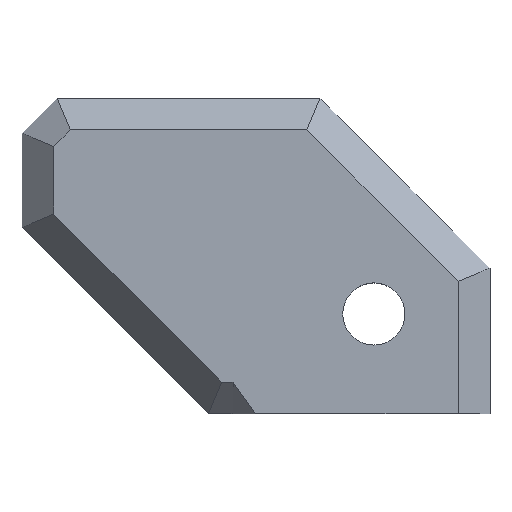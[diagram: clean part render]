
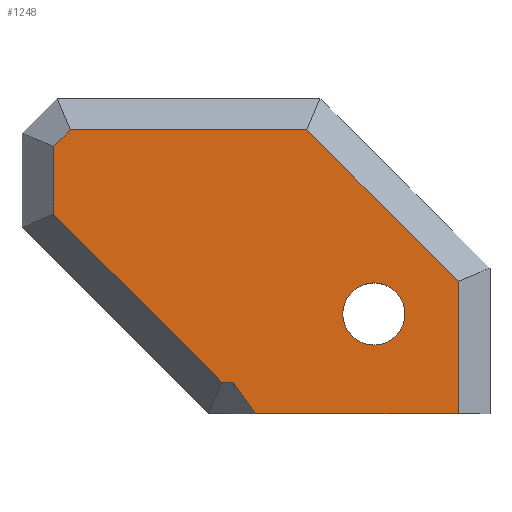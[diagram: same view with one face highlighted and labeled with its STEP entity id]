
A CAD part, top view. The second image highlights one B-rep face of the part: STEP entity #1248.
In plain terms, the highlighted planar face has unit normal (0, 0, 1).
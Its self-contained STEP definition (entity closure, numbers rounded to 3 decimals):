
#19=FACE_BOUND('',#174,.T.);
#35=CIRCLE('',#1358,2.65);
#96=FACE_OUTER_BOUND('',#173,.T.);
#173=EDGE_LOOP('',(#993,#994,#995,#996,#997,#998,#999,#1000,#1001,#1002));
#174=EDGE_LOOP('',(#1003));
#276=LINE('',#1911,#430);
#279=LINE('',#1916,#433);
#280=LINE('',#1919,#434);
#292=LINE('',#1942,#446);
#294=LINE('',#1946,#448);
#297=LINE('',#1952,#451);
#302=LINE('',#1961,#456);
#305=LINE('',#1967,#459);
#306=LINE('',#1970,#460);
#310=LINE('',#1976,#464);
#430=VECTOR('',#1563,10.);
#433=VECTOR('',#1568,10.);
#434=VECTOR('',#1571,10.);
#446=VECTOR('',#1585,10.);
#448=VECTOR('',#1589,10.);
#451=VECTOR('',#1594,10.);
#456=VECTOR('',#1601,10.);
#459=VECTOR('',#1606,10.);
#460=VECTOR('',#1609,10.);
#464=VECTOR('',#1615,10.);
#573=VERTEX_POINT('',#1908);
#574=VERTEX_POINT('',#1910);
#575=VERTEX_POINT('',#1914);
#576=VERTEX_POINT('',#1918);
#586=VERTEX_POINT('',#1940);
#587=VERTEX_POINT('',#1945);
#589=VERTEX_POINT('',#1951);
#592=VERTEX_POINT('',#1959);
#594=VERTEX_POINT('',#1965);
#595=VERTEX_POINT('',#1969);
#598=VERTEX_POINT('',#1982);
#706=EDGE_CURVE('',#573,#574,#276,.T.);
#709=EDGE_CURVE('',#573,#575,#279,.T.);
#710=EDGE_CURVE('',#576,#574,#280,.T.);
#722=EDGE_CURVE('',#575,#586,#292,.T.);
#724=EDGE_CURVE('',#576,#587,#294,.T.);
#727=EDGE_CURVE('',#589,#586,#297,.T.);
#732=EDGE_CURVE('',#592,#589,#302,.T.);
#735=EDGE_CURVE('',#594,#592,#305,.T.);
#736=EDGE_CURVE('',#587,#595,#306,.T.);
#740=EDGE_CURVE('',#595,#594,#310,.T.);
#743=EDGE_CURVE('',#598,#598,#35,.T.);
#993=ORIENTED_EDGE('',*,*,#709,.T.);
#994=ORIENTED_EDGE('',*,*,#722,.T.);
#995=ORIENTED_EDGE('',*,*,#727,.F.);
#996=ORIENTED_EDGE('',*,*,#732,.F.);
#997=ORIENTED_EDGE('',*,*,#735,.F.);
#998=ORIENTED_EDGE('',*,*,#740,.F.);
#999=ORIENTED_EDGE('',*,*,#736,.F.);
#1000=ORIENTED_EDGE('',*,*,#724,.F.);
#1001=ORIENTED_EDGE('',*,*,#710,.T.);
#1002=ORIENTED_EDGE('',*,*,#706,.F.);
#1003=ORIENTED_EDGE('',*,*,#743,.T.);
#1173=PLANE('',#1357);
#1248=ADVANCED_FACE('',(#96,#19),#1173,.T.);
#1357=AXIS2_PLACEMENT_3D('',#1981,#1620,#1621);
#1358=AXIS2_PLACEMENT_3D('',#1983,#1622,#1623);
#1563=DIRECTION('',(-0.577,0.816,0.));
#1568=DIRECTION('',(0.,-1.,0.));
#1571=DIRECTION('',(1.,0.,0.));
#1585=DIRECTION('',(1.,0.,0.));
#1589=DIRECTION('',(-0.707,0.707,0.));
#1594=DIRECTION('',(0.,-1.,0.));
#1601=DIRECTION('',(0.707,-0.707,0.));
#1606=DIRECTION('',(1.,0.,0.));
#1609=DIRECTION('',(0.,1.,0.));
#1615=DIRECTION('',(0.707,0.707,0.));
#1620=DIRECTION('center_axis',(0.,0.,1.));
#1621=DIRECTION('ref_axis',(1.,0.,0.));
#1622=DIRECTION('center_axis',(0.,0.,-1.));
#1623=DIRECTION('ref_axis',(1.,0.,0.));
#1908=CARTESIAN_POINT('',(13.9,-20.,0.));
#1910=CARTESIAN_POINT('',(11.991,-17.3,0.));
#1911=CARTESIAN_POINT('',(10.261,-14.853,0.));
#1914=CARTESIAN_POINT('',(13.9,-20.,0.));
#1916=CARTESIAN_POINT('',(13.9,-12.6,0.));
#1918=CARTESIAN_POINT('',(11.018,-17.3,0.));
#1919=CARTESIAN_POINT('',(13.925,-17.3,0.));
#1940=CARTESIAN_POINT('',(31.2,-20.,0.));
#1942=CARTESIAN_POINT('',(9.9,-20.,0.));
#1945=CARTESIAN_POINT('',(-3.3,-2.982,0.));
#1946=CARTESIAN_POINT('',(9.459,-15.741,0.));
#1951=CARTESIAN_POINT('',(31.2,-8.718,0.));
#1952=CARTESIAN_POINT('',(31.2,-7.075,0.));
#1959=CARTESIAN_POINT('',(18.282,4.2,0.));
#1961=CARTESIAN_POINT('',(19.491,2.991,0.));
#1965=CARTESIAN_POINT('',(-1.882,4.2,0.));
#1967=CARTESIAN_POINT('',(3.975,4.2,0.));
#1969=CARTESIAN_POINT('',(-3.3,2.782,0.));
#1970=CARTESIAN_POINT('',(-3.3,-5.325,0.));
#1976=CARTESIAN_POINT('',(-0.966,5.116,0.));
#1981=CARTESIAN_POINT('Origin',(13.95,-6.55,0.));
#1982=CARTESIAN_POINT('',(21.35,-11.5,0.));
#1983=CARTESIAN_POINT('Origin',(24.,-11.5,0.));
